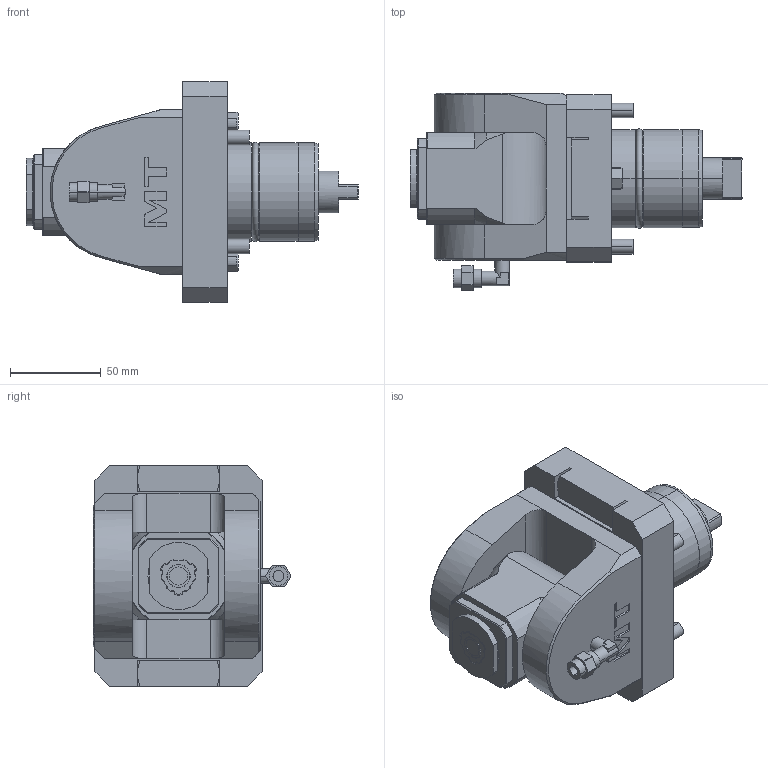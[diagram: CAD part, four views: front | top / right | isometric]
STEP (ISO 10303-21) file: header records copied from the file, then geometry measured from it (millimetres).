
FILE_DESCRIPTION((''),'2;1');
FILE_NAME('MYA0120316_CONF','2024-12-20T15:42:03',('fpalella'),('M.T. srl'),'CREO PARAMETRIC BY PTC INC, 2023352','CREO PARAMETRIC BY PTC INC, 2023352','');
FILE_SCHEMA(('CONFIG_CONTROL_DESIGN'));
Length unit declared in the file: millimetre
Products named in the file (1): MYA0120316_CONF
Bounding box: 182.76 x 108.87 x 121.5 mm (x, y, z)
Volume: 817678.4 mm3; surface area: 83964.3 mm2
Topology: 1 solids, 1 shells, 384 faces, 970 edges, 630 vertices
Faces by surface type: plane 192, cylinder 102, cone 59, torus 15, bspline 12, extrusion 4
Entity records: 12821 total; most frequent: CARTESIAN_POINT 3600, ORIENTED_EDGE 1940, DIRECTION 1844, EDGE_CURVE 970, AXIS2_PLACEMENT_3D 659, VERTEX_POINT 630, VECTOR 526, LINE 522
